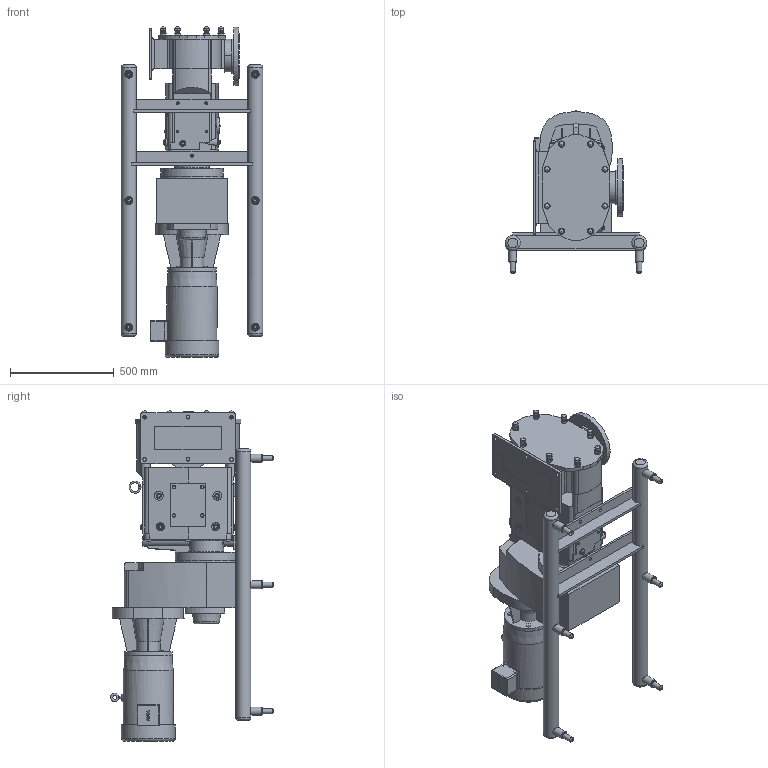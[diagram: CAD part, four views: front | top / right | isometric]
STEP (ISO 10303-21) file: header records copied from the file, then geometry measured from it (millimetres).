
FILE_DESCRIPTION(/* description */ (''),/* implementation_level */ '2;1');
FILE_NAME(/* name */ 'U3_324U3_213TC_(4.37 x 12.82)x6.0_S-Line_7.5HP_LH_SM.stp',/* time_stamp */ '2021-05-24T19:15:03+06:00',/* author */ ('trtmhr'),/* organization */ (''),/* preprocessor_version */ 'ST-DEVELOPER v18.1',/* originating_system */ 'Autodesk Inventor 2020',/* authorisation */ '');
FILE_SCHEMA (('AUTOMOTIVE_DESIGN { 1 0 10303 214 3 1 1 }'));
Length unit declared in the file: inch
Products named in the file (1): U3_324U3_213TC_(4.37 x 12.82)x6.0_S-Line_7.5HP_LH_SM
Bounding box: 682.62 x 786.27 x 1592.55 mm (x, y, z)
Volume: 150509174.3 mm3; surface area: 4053149.6 mm2
Topology: 4 solids, 4 shells, 962 faces, 2593 edges, 1713 vertices
Faces by surface type: plane 499, cylinder 244, bspline 84, torus 68, cone 59, sphere 8
Full cylindrical faces by diameter (mm): 6.39 x1, 7.798 x1, 10.719 x4, 12.141 x1, 12.7 x2, 14.3 x3, 15.24 x1, 17.526 x6, 23.012 x8, 23.876 x3, 25.4 x11, 29.083 x8, 29.21 x2, 31.75 x3, 38.1 x10, 42.672 x2, 166.878 x1, 215.9 x1, 232.994 x1, 241.579 x1, 258.572 x1, 279.4 x1, 299.974 x1, 299.999 x1
Entity records: 33077 total; most frequent: CARTESIAN_POINT 8962, ORIENTED_EDGE 5144, DIRECTION 4876, EDGE_CURVE 2572, AXIS2_PLACEMENT_3D 1797, VERTEX_POINT 1713, LINE 1282, VECTOR 1282
